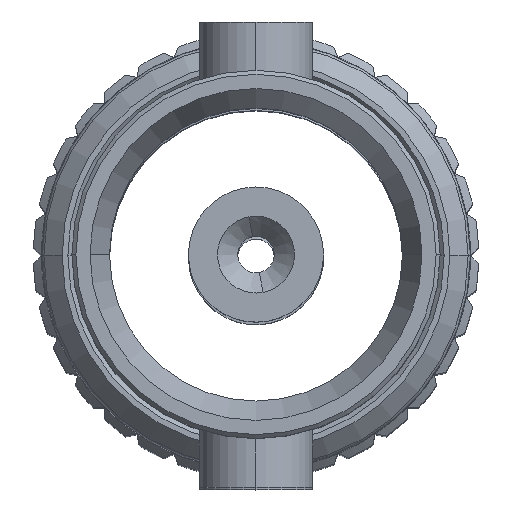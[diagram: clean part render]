
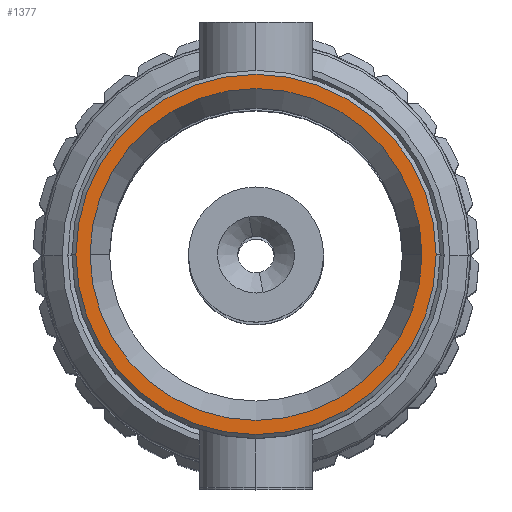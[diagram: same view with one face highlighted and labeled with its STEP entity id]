
A CAD part, top view. The second image highlights one B-rep face of the part: STEP entity #1377.
In plain terms, the highlighted planar face has unit normal (0, 0, 1).
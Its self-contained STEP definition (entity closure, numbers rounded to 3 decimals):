
#158 = CIRCLE ( 'NONE', #268, 2.225 ) ;
#248 = EDGE_CURVE ( 'NONE', #3720, #1974, #612, .T. ) ;
#255 = CARTESIAN_POINT ( 'NONE',  ( 0., 0., 14.2 ) ) ;
#268 = AXIS2_PLACEMENT_3D ( 'NONE', #3410, #6472, #5461 ) ;
#320 = PLANE ( 'NONE',  #6265 ) ;
#612 = CIRCLE ( 'NONE', #1903, 2.05 ) ;
#679 = CARTESIAN_POINT ( 'NONE',  ( 2.05, 0., 14.2 ) ) ;
#1301 = CARTESIAN_POINT ( 'NONE',  ( 0., 2.05, 14.2 ) ) ;
#1377 = ADVANCED_FACE ( 'NONE', ( #2798, #1905 ), #320, .T. ) ;
#1406 = AXIS2_PLACEMENT_3D ( 'NONE', #5513, #6582, #1494 ) ;
#1494 = DIRECTION ( 'NONE',  ( -1., 0., 0. ) ) ;
#1825 = EDGE_CURVE ( 'NONE', #5715, #4123, #4589, .T. ) ;
#1903 = AXIS2_PLACEMENT_3D ( 'NONE', #2230, #5822, #3296 ) ;
#1905 = FACE_OUTER_BOUND ( 'NONE', #6415, .T. ) ;
#1974 = VERTEX_POINT ( 'NONE', #679 ) ;
#2230 = CARTESIAN_POINT ( 'NONE',  ( 0., 0., 14.2 ) ) ;
#2233 = CARTESIAN_POINT ( 'NONE',  ( -2.05, 0., 14.2 ) ) ;
#2234 = EDGE_LOOP ( 'NONE', ( #2371, #3448 ) ) ;
#2371 = ORIENTED_EDGE ( 'NONE', *, *, #3817, .T. ) ;
#2476 = CIRCLE ( 'NONE', #5447, 2.05 ) ;
#2798 = FACE_BOUND ( 'NONE', #2234, .T. ) ;
#2854 = CARTESIAN_POINT ( 'NONE',  ( -2.225, 0., 14.2 ) ) ;
#3296 = DIRECTION ( 'NONE',  ( -1., 0., 0. ) ) ;
#3300 = DIRECTION ( 'NONE',  ( 0., 0., -1. ) ) ;
#3337 = DIRECTION ( 'NONE',  ( -1., 0., 0. ) ) ;
#3410 = CARTESIAN_POINT ( 'NONE',  ( 0., 0., 14.2 ) ) ;
#3448 = ORIENTED_EDGE ( 'NONE', *, *, #248, .T. ) ;
#3720 = VERTEX_POINT ( 'NONE', #2233 ) ;
#3817 = EDGE_CURVE ( 'NONE', #1974, #3720, #2476, .T. ) ;
#4123 = VERTEX_POINT ( 'NONE', #5219 ) ;
#4136 = ORIENTED_EDGE ( 'NONE', *, *, #6339, .F. ) ;
#4398 = DIRECTION ( 'NONE',  ( 0., 0., 1. ) ) ;
#4589 = CIRCLE ( 'NONE', #1406, 2.225 ) ;
#4933 = DIRECTION ( 'NONE',  ( 1., 0., 0. ) ) ;
#5219 = CARTESIAN_POINT ( 'NONE',  ( 2.225, 0., 14.2 ) ) ;
#5447 = AXIS2_PLACEMENT_3D ( 'NONE', #255, #3300, #3337 ) ;
#5461 = DIRECTION ( 'NONE',  ( -1., 0., 0. ) ) ;
#5513 = CARTESIAN_POINT ( 'NONE',  ( 0., 0., 14.2 ) ) ;
#5600 = ORIENTED_EDGE ( 'NONE', *, *, #1825, .F. ) ;
#5715 = VERTEX_POINT ( 'NONE', #2854 ) ;
#5822 = DIRECTION ( 'NONE',  ( 0., 0., -1. ) ) ;
#6265 = AXIS2_PLACEMENT_3D ( 'NONE', #1301, #4398, #4933 ) ;
#6339 = EDGE_CURVE ( 'NONE', #4123, #5715, #158, .T. ) ;
#6415 = EDGE_LOOP ( 'NONE', ( #5600, #4136 ) ) ;
#6472 = DIRECTION ( 'NONE',  ( 0., 0., -1. ) ) ;
#6582 = DIRECTION ( 'NONE',  ( 0., 0., -1. ) ) ;
